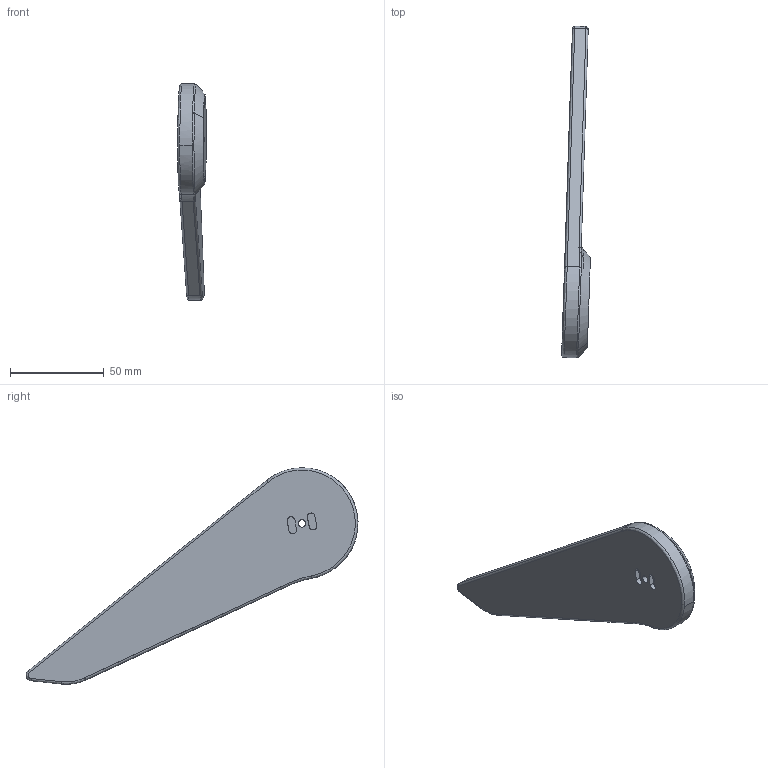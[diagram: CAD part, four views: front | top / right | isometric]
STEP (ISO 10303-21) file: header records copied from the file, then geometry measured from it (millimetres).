
FILE_DESCRIPTION (( 'STEP AP214' ), '1' );
FILE_NAME ('Antenna Left.step', '2025-05-23T13:45:26', ( '' ), ( '' ), 'SwSTEP 2.0', 'SolidWorks 2023', '' );
FILE_SCHEMA (( 'AUTOMOTIVE_DESIGN' ));
Length unit declared in the file: millimetre
Products named in the file (3): 小型双足机器人-上壳.STEP; 宇树Qmini双足机器人 V1.0.STEP; Antenna Left
Assembly tree (2 placements, depth 3):
  Antenna Left
    宇树Qmini双足机器人 V1.0.STEP
      小型双足机器人-上壳.STEP
Bounding box: 15.26 x 177.13 x 115.49 mm (x, y, z)
Volume: 73835.1 mm3; surface area: 19035.1 mm2
Topology: 1 solids, 1 shells, 61 faces, 145 edges, 90 vertices
Faces by surface type: cylinder 24, bspline 23, plane 14
Entity records: 2395 total; most frequent: CARTESIAN_POINT 1240, ORIENTED_EDGE 290, DIRECTION 152, EDGE_CURVE 145, VERTEX_POINT 90, EDGE_LOOP 67, AXIS2_PLACEMENT_3D 64, FACE_OUTER_BOUND 61
